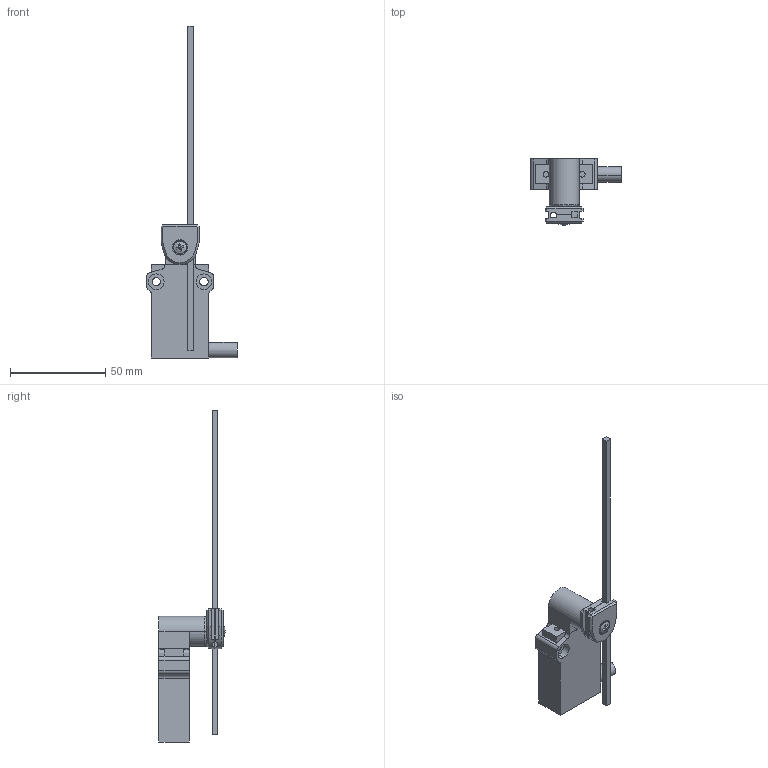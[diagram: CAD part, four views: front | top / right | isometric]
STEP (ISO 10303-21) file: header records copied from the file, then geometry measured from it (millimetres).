
FILE_DESCRIPTION (( 'STEP AP214' ), '1' );
FILE_NAME ('AEM2G7520Z11-3R.step', '2017-12-19T21:34:23', ( '' ), ( '' ), 'SwSTEP 2.0', 'SolidWorks 2017', '' );
FILE_SCHEMA (( 'AUTOMOTIVE_DESIGN' ));
Length unit declared in the file: inch
Products named in the file (1): AEM2G7520Z11-3R
Bounding box: 47.5 x 34.7 x 174.1 mm (x, y, z)
Volume: 32207.9 mm3; surface area: 13677.3 mm2
Topology: 7 solids, 7 shells, 223 faces, 551 edges, 358 vertices
Faces by surface type: plane 145, cylinder 63, bspline 10, cone 5
Full cylindrical faces by diameter (mm): 3.5 x2
Entity records: 15567 total; most frequent: CARTESIAN_POINT 7243, ORIENTED_EDGE 1102, DIRECTION 1087, EDGE_CURVE 551, VECTOR 369, LINE 369, AXIS2_PLACEMENT_3D 359, VERTEX_POINT 358
